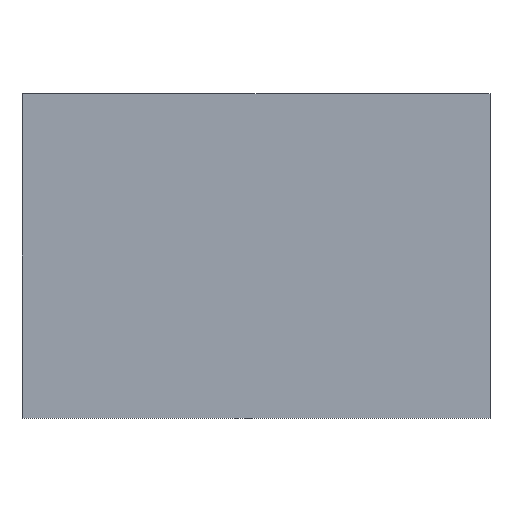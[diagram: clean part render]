
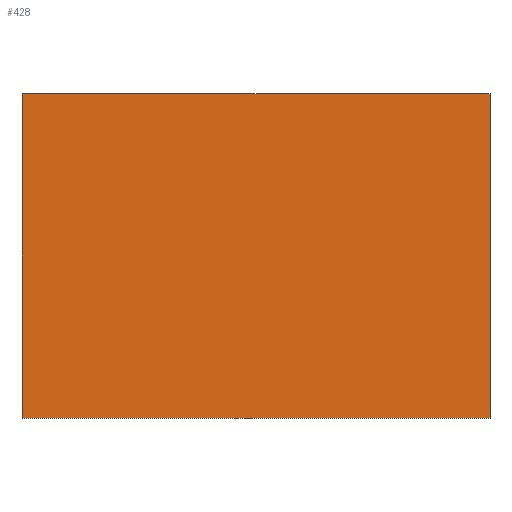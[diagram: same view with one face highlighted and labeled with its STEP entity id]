
A CAD part, front view. The second image highlights one B-rep face of the part: STEP entity #428.
In plain terms, the highlighted planar face has unit normal (0, -1, 0).
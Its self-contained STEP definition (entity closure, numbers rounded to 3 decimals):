
#22=FACE_OUTER_BOUND('',#44,.T.);
#44=EDGE_LOOP('',(#315,#316,#317,#318));
#91=LINE('',#656,#151);
#92=LINE('',#658,#152);
#93=LINE('',#660,#153);
#94=LINE('',#661,#154);
#151=VECTOR('',#529,10.);
#152=VECTOR('',#530,10.);
#153=VECTOR('',#531,10.);
#154=VECTOR('',#532,10.);
#207=VERTEX_POINT('',#654);
#208=VERTEX_POINT('',#655);
#209=VERTEX_POINT('',#657);
#210=VERTEX_POINT('',#659);
#251=EDGE_CURVE('',#207,#208,#91,.T.);
#252=EDGE_CURVE('',#209,#207,#92,.T.);
#253=EDGE_CURVE('',#210,#209,#93,.T.);
#254=EDGE_CURVE('',#208,#210,#94,.T.);
#315=ORIENTED_EDGE('',*,*,#251,.F.);
#316=ORIENTED_EDGE('',*,*,#252,.F.);
#317=ORIENTED_EDGE('',*,*,#253,.F.);
#318=ORIENTED_EDGE('',*,*,#254,.F.);
#406=PLANE('',#464);
#428=ADVANCED_FACE('',(#22),#406,.F.);
#464=AXIS2_PLACEMENT_3D('',#653,#527,#528);
#527=DIRECTION('center_axis',(0.,1.,0.));
#528=DIRECTION('ref_axis',(0.,0.,1.));
#529=DIRECTION('',(-1.,0.,0.));
#530=DIRECTION('',(0.,0.,-1.));
#531=DIRECTION('',(1.,0.,0.));
#532=DIRECTION('',(0.,0.,1.));
#653=CARTESIAN_POINT('Origin',(0.,0.,0.));
#654=CARTESIAN_POINT('',(11.265,0.,-7.8));
#655=CARTESIAN_POINT('',(-11.265,0.,-7.8));
#656=CARTESIAN_POINT('',(5.633,0.,-7.8));
#657=CARTESIAN_POINT('',(11.265,0.,7.8));
#658=CARTESIAN_POINT('',(11.265,0.,3.9));
#659=CARTESIAN_POINT('',(-11.265,0.,7.8));
#660=CARTESIAN_POINT('',(-5.633,0.,7.8));
#661=CARTESIAN_POINT('',(-11.265,0.,-3.9));
